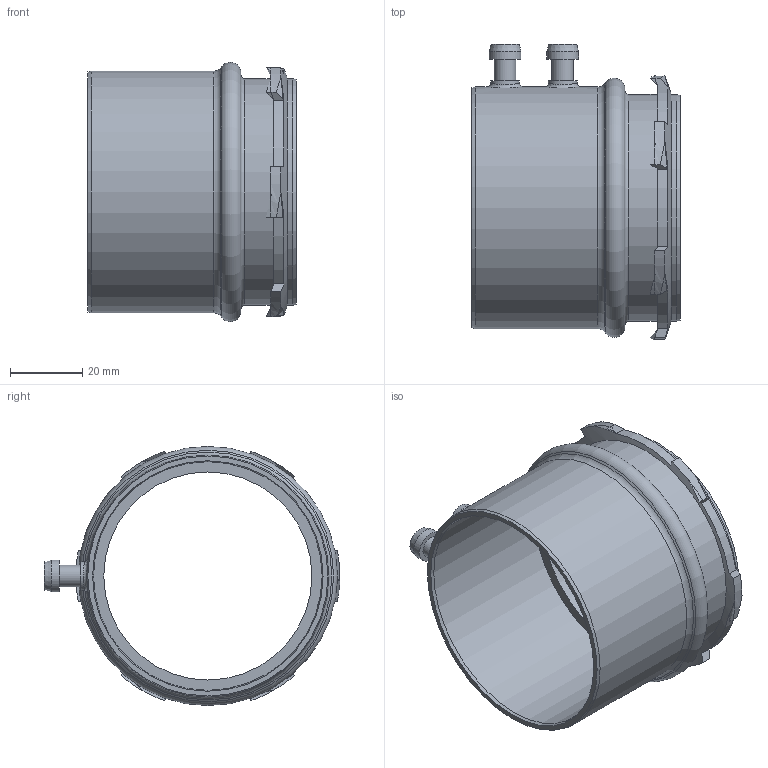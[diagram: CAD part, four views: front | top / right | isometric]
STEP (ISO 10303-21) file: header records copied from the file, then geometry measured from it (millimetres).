
FILE_DESCRIPTION(/* description */ (''),/* implementation_level */ '2;1');
FILE_NAME(/* name */ '',/* time_stamp */ '2025-06-20T16:16:55+07:00',/* author */ ('zeta-72'),/* organization */ (''),/* preprocessor_version */ 'ST-DEVELOPER v19.2',/* originating_system */ 'Autodesk Inventor 2024',/* authorisation */ '');
FILE_SCHEMA (('AUTOMOTIVE_DESIGN { 1 0 10303 214 3 1 1 }'));
Length unit declared in the file: millimetre
Products named in the file (1): ЗЭТА.046.000.000_Муфта вводная 
IP40_Упростить_1
Bounding box: 57.8 x 82.1 x 72 mm (x, y, z)
Volume: 30212.8 mm3; surface area: 27827.4 mm2
Topology: 7 solids, 7 shells, 104 faces, 282 edges, 173 vertices
Faces by surface type: bspline 38, plane 28, cylinder 23, cone 12, torus 3
Full cylindrical faces by diameter (mm): 6 x2, 8 x2, 8.8 x2, 57.8 x1, 63 x2, 63.5 x1, 67.2 x1
Entity records: 4235 total; most frequent: CARTESIAN_POINT 1824, ORIENTED_EDGE 504, DIRECTION 402, EDGE_CURVE 252, AXIS2_PLACEMENT_3D 176, VERTEX_POINT 173, EDGE_LOOP 117, STYLED_ITEM 110
